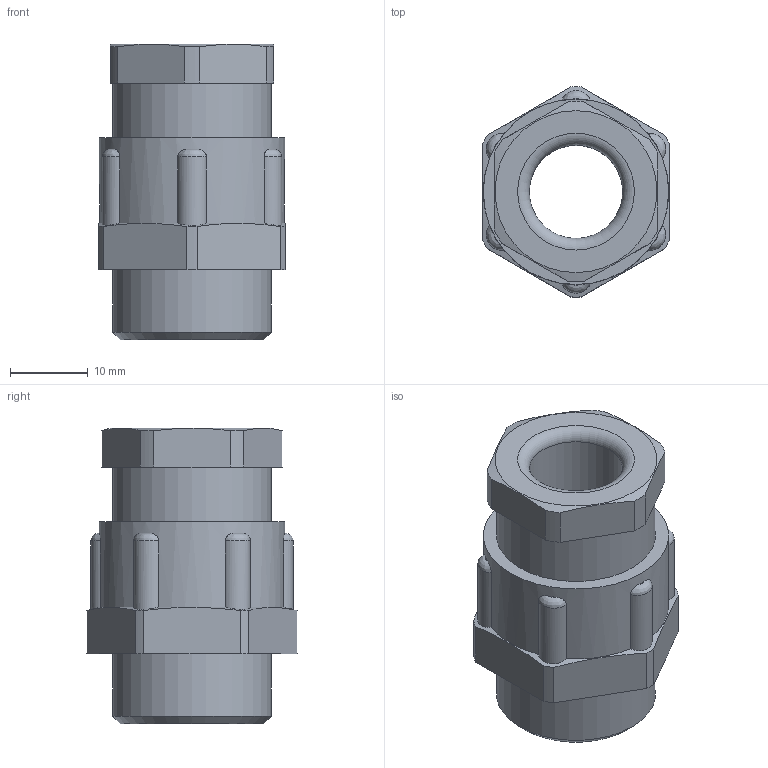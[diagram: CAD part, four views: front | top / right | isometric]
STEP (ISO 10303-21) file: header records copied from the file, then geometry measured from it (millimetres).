
FILE_DESCRIPTION(/* description */ (''),/* implementation_level */ '2;1');
FILE_NAME(/* name */ '12052109_POZ 13.stp',/* time_stamp */ '2015-12-08T07:15:03+01:00',/* author */ ('kleemann'),/* organization */ (''),/* preprocessor_version */ 'ST-DEVELOPER v16.1',/* originating_system */ 'Autodesk Inventor 2016',/* authorisation */ '');
FILE_SCHEMA (('AUTOMOTIVE_DESIGN { 1 0 10303 214 3 1 1 }'));
Length unit declared in the file: millimetre
Products named in the file (1): POZ 13_3Dsym
Bounding box: 24 x 27 x 38 mm (x, y, z)
Volume: 10808.2 mm3; surface area: 4971.5 mm2
Topology: 1 solids, 1 shells, 92 faces, 252 edges, 168 vertices
Faces by surface type: plane 60, cylinder 22, bspline 6, cone 3, torus 1
Full cylindrical faces by diameter (mm): 12 x1, 20.4 x2, 23.8 x1
Entity records: 3110 total; most frequent: CARTESIAN_POINT 841, ORIENTED_EDGE 480, DIRECTION 440, EDGE_CURVE 240, VERTEX_POINT 164, LINE 150, VECTOR 150, AXIS2_PLACEMENT_3D 145
